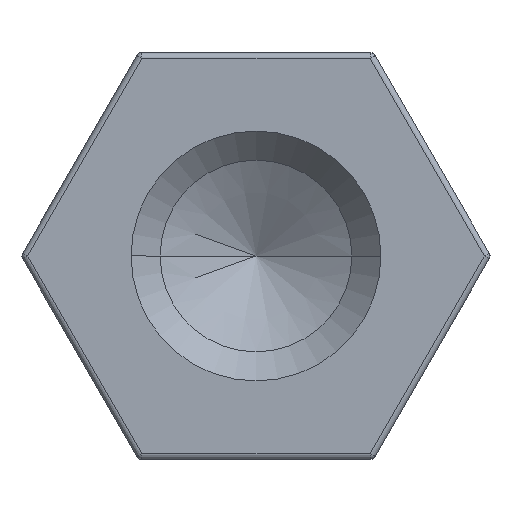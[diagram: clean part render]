
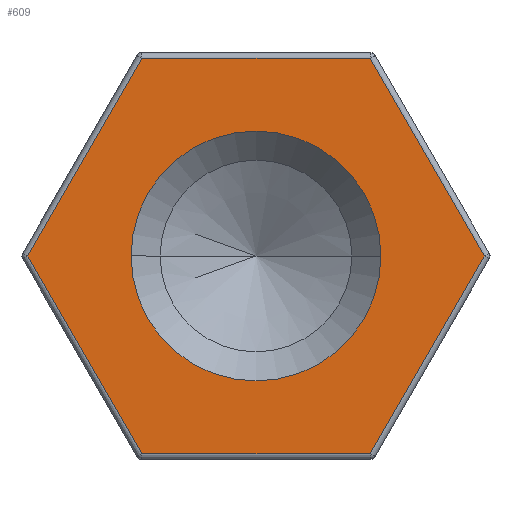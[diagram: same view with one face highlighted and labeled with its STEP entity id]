
A CAD part, left-side view. The second image highlights one B-rep face of the part: STEP entity #609.
In plain terms, the highlighted planar face has unit normal (-1, 0, 0).
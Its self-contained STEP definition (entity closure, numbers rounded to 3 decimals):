
#32 = CARTESIAN_POINT ( 'NONE',  ( 0., 2.15, 0. ) ) ;
#34 = DIRECTION ( 'NONE',  ( 0., -0.5, 0.866 ) ) ;
#54 = FACE_OUTER_BOUND ( 'NONE', #891, .T. ) ;
#62 = AXIS2_PLACEMENT_3D ( 'NONE', #305, #1171, #462 ) ;
#67 = FACE_BOUND ( 'NONE', #541, .T. ) ;
#123 = CIRCLE ( 'NONE', #1273, 2.15 ) ;
#166 = EDGE_CURVE ( 'NONE', #773, #1015, #452, .T. ) ;
#174 = EDGE_CURVE ( 'NONE', #746, #834, #448, .T. ) ;
#198 = CARTESIAN_POINT ( 'NONE',  ( 0., -3.926, 0. ) ) ;
#230 = CARTESIAN_POINT ( 'NONE',  ( 0., -2.15, 0. ) ) ;
#264 = EDGE_CURVE ( 'NONE', #653, #746, #337, .T. ) ;
#267 = EDGE_CURVE ( 'NONE', #959, #761, #310, .T. ) ;
#268 = EDGE_CURVE ( 'NONE', #761, #653, #1113, .T. ) ;
#273 = EDGE_CURVE ( 'NONE', #834, #558, #288, .T. ) ;
#277 = EDGE_CURVE ( 'NONE', #558, #959, #313, .T. ) ;
#288 = LINE ( 'NONE', #501, #1414 ) ;
#297 = CARTESIAN_POINT ( 'NONE',  ( 0., 2.944, 1.7 ) ) ;
#305 = CARTESIAN_POINT ( 'NONE',  ( 0., 0., 0. ) ) ;
#307 = VECTOR ( 'NONE', #571, 1000. ) ;
#310 = LINE ( 'NONE', #1297, #1315 ) ;
#313 = LINE ( 'NONE', #297, #698 ) ;
#337 = LINE ( 'NONE', #568, #791 ) ;
#348 = CARTESIAN_POINT ( 'NONE',  ( 0., 0., 0. ) ) ;
#413 = EDGE_CURVE ( 'NONE', #1015, #773, #123, .T. ) ;
#439 = VECTOR ( 'NONE', #1155, 1000. ) ;
#448 = LINE ( 'NONE', #577, #439 ) ;
#452 = CIRCLE ( 'NONE', #62, 2.15 ) ;
#455 = CARTESIAN_POINT ( 'NONE',  ( 0., 0., -3.4 ) ) ;
#462 = DIRECTION ( 'NONE',  ( 0., 1., 0. ) ) ;
#469 = CARTESIAN_POINT ( 'NONE',  ( 0., 0., 0. ) ) ;
#486 = CARTESIAN_POINT ( 'NONE',  ( 0., 1.963, 3.4 ) ) ;
#490 = DIRECTION ( 'NONE',  ( 1., 0., 0. ) ) ;
#501 = CARTESIAN_POINT ( 'NONE',  ( 0., 0., 3.4 ) ) ;
#541 = EDGE_LOOP ( 'NONE', ( #1162, #878 ) ) ;
#544 = ORIENTED_EDGE ( 'NONE', *, *, #273, .T. ) ;
#558 = VERTEX_POINT ( 'NONE', #486 ) ;
#568 = CARTESIAN_POINT ( 'NONE',  ( 0., -2.944, -1.7 ) ) ;
#571 = DIRECTION ( 'NONE',  ( 0., -1., 0. ) ) ;
#577 = CARTESIAN_POINT ( 'NONE',  ( 0., -2.944, 1.7 ) ) ;
#586 = DIRECTION ( 'NONE',  ( 0., 1., 0. ) ) ;
#609 = ADVANCED_FACE ( 'NONE', ( #54, #67 ), #1316, .F. ) ;
#633 = CARTESIAN_POINT ( 'NONE',  ( 0., 3.926, 0. ) ) ;
#653 = VERTEX_POINT ( 'NONE', #842 ) ;
#698 = VECTOR ( 'NONE', #1325, 1000. ) ;
#739 = ORIENTED_EDGE ( 'NONE', *, *, #268, .T. ) ;
#743 = CARTESIAN_POINT ( 'NONE',  ( 0., -1.963, 3.4 ) ) ;
#746 = VERTEX_POINT ( 'NONE', #198 ) ;
#761 = VERTEX_POINT ( 'NONE', #1198 ) ;
#773 = VERTEX_POINT ( 'NONE', #32 ) ;
#791 = VECTOR ( 'NONE', #34, 1000. ) ;
#834 = VERTEX_POINT ( 'NONE', #743 ) ;
#842 = CARTESIAN_POINT ( 'NONE',  ( 0., -1.963, -3.4 ) ) ;
#878 = ORIENTED_EDGE ( 'NONE', *, *, #413, .T. ) ;
#891 = EDGE_LOOP ( 'NONE', ( #1143, #544, #1142, #980, #739, #1098 ) ) ;
#959 = VERTEX_POINT ( 'NONE', #633 ) ;
#980 = ORIENTED_EDGE ( 'NONE', *, *, #267, .T. ) ;
#1015 = VERTEX_POINT ( 'NONE', #230 ) ;
#1083 = AXIS2_PLACEMENT_3D ( 'NONE', #348, #490, #1256 ) ;
#1098 = ORIENTED_EDGE ( 'NONE', *, *, #264, .T. ) ;
#1113 = LINE ( 'NONE', #455, #307 ) ;
#1142 = ORIENTED_EDGE ( 'NONE', *, *, #277, .T. ) ;
#1143 = ORIENTED_EDGE ( 'NONE', *, *, #174, .T. ) ;
#1155 = DIRECTION ( 'NONE',  ( 0., 0.5, 0.866 ) ) ;
#1162 = ORIENTED_EDGE ( 'NONE', *, *, #166, .T. ) ;
#1171 = DIRECTION ( 'NONE',  ( 1., 0., 0. ) ) ;
#1198 = CARTESIAN_POINT ( 'NONE',  ( 0., 1.963, -3.4 ) ) ;
#1248 = DIRECTION ( 'NONE',  ( 1., 0., 0. ) ) ;
#1256 = DIRECTION ( 'NONE',  ( 0., 1., 0. ) ) ;
#1263 = DIRECTION ( 'NONE',  ( 0., 1., 0. ) ) ;
#1273 = AXIS2_PLACEMENT_3D ( 'NONE', #469, #1248, #586 ) ;
#1297 = CARTESIAN_POINT ( 'NONE',  ( 0., 2.944, -1.7 ) ) ;
#1315 = VECTOR ( 'NONE', #1365, 1000. ) ;
#1316 = PLANE ( 'NONE',  #1083 ) ;
#1325 = DIRECTION ( 'NONE',  ( 0., 0.5, -0.866 ) ) ;
#1365 = DIRECTION ( 'NONE',  ( 0., -0.5, -0.866 ) ) ;
#1414 = VECTOR ( 'NONE', #1263, 1000. ) ;
